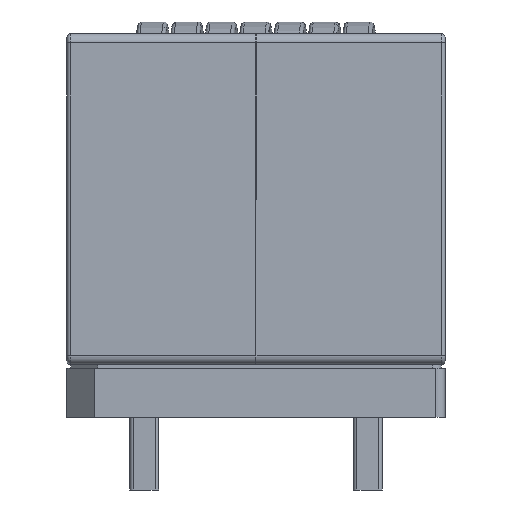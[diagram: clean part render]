
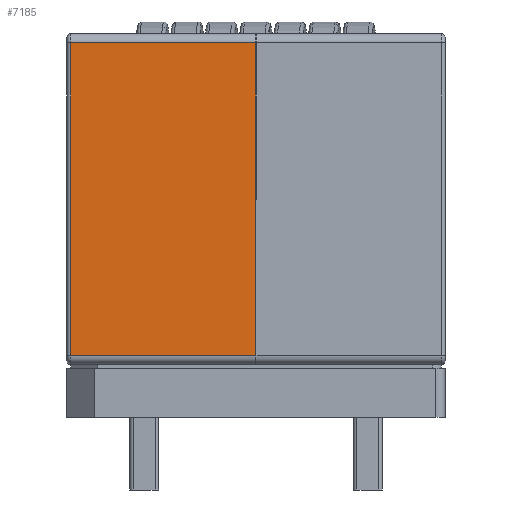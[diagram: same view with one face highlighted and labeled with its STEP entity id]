
A CAD part, left-side view. The second image highlights one B-rep face of the part: STEP entity #7185.
In plain terms, the highlighted face is planar.
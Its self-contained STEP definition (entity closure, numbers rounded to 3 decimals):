
#1532=ORIENTED_EDGE('',*,*,#3400,.T.);
#1533=ORIENTED_EDGE('',*,*,#3401,.T.);
#1534=ORIENTED_EDGE('',*,*,#3402,.T.);
#1535=ORIENTED_EDGE('',*,*,#3384,.F.);
#3384=EDGE_CURVE('',#4345,#4346,#5037,.T.);
#3400=EDGE_CURVE('',#4345,#4357,#5043,.F.);
#3401=EDGE_CURVE('',#4357,#4358,#5044,.T.);
#3402=EDGE_CURVE('',#4358,#4346,#5045,.T.);
#4345=VERTEX_POINT('',#17021);
#4346=VERTEX_POINT('',#17022);
#4357=VERTEX_POINT('',#17051);
#4358=VERTEX_POINT('',#17053);
#5037=LINE('',#17020,#5522);
#5043=LINE('',#17050,#5528);
#5044=LINE('',#17052,#5529);
#5045=LINE('',#17054,#5530);
#5522=VECTOR('',#10380,1000.);
#5528=VECTOR('',#10410,1000.);
#5529=VECTOR('',#10411,1000.);
#5530=VECTOR('',#10412,1000.);
#5957=EDGE_LOOP('',(#1532,#1533,#1534,#1535));
#6460=FACE_BOUND('',#5957,.T.);
#6920=PLANE('',#9685);
#7185=ADVANCED_FACE('',(#6460),#6920,.T.);
#9685=AXIS2_PLACEMENT_3D('',#17049,#10408,#10409);
#10380=DIRECTION('',(0.,-1.,0.));
#10408=DIRECTION('',(1.,0.,0.));
#10409=DIRECTION('',(0.,1.,0.));
#10410=DIRECTION('',(0.,0.,-1.));
#10411=DIRECTION('',(0.,-1.,0.));
#10412=DIRECTION('',(0.,0.,-1.));
#17020=CARTESIAN_POINT('',(12.5,9.1,-5.2));
#17021=CARTESIAN_POINT('',(12.5,8.6,-5.2));
#17022=CARTESIAN_POINT('',(12.5,-8.6,-5.2));
#17049=CARTESIAN_POINT('',(12.5,9.1,5.2));
#17050=CARTESIAN_POINT('',(12.5,8.6,5.2));
#17051=CARTESIAN_POINT('',(12.5,8.6,5.));
#17052=CARTESIAN_POINT('',(12.5,-8.6,5.));
#17053=CARTESIAN_POINT('',(12.5,-8.6,5.));
#17054=CARTESIAN_POINT('',(12.5,-8.6,5.2));
